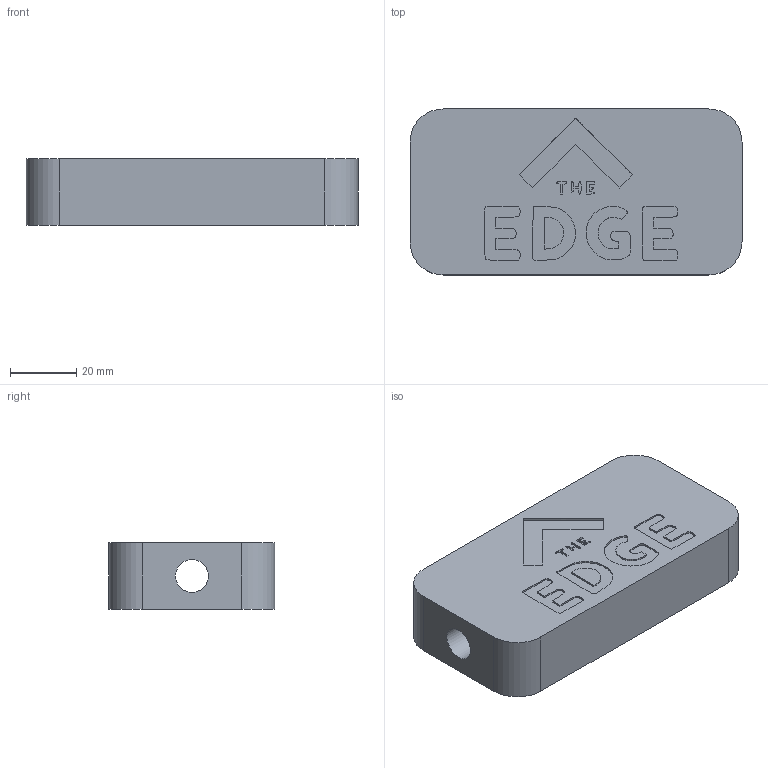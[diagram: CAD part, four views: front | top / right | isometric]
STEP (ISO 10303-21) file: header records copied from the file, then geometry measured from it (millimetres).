
FILE_DESCRIPTION(/* description */ ('','CAx-IF Rec.Pracs.---Representation and Presentation of Product Manufacturing Information (PMI)---4.0---2014-10-13'),/* implementation_level */ '2;1');
FILE_NAME(/* name */ 'footpad.step',/* time_stamp */ '2025-02-22T10:59:48+01:00',/* author */ (''),/* organization */ (''),/* preprocessor_version */ 'ST-DEVELOPER v20',/* originating_system */ 'Autodesk Translation Framework v13.20.0.188',/* authorisation */ '');
FILE_SCHEMA (('AP242_MANAGED_MODEL_BASED_3D_ENGINEERING_MIM_LF { 1 0 10303 442 1 1 4 }'));
Length unit declared in the file: millimetre
Products named in the file (1): footpad
Bounding box: 100 x 50 x 20 mm (x, y, z)
Volume: 83263.6 mm3; surface area: 19031.1 mm2
Topology: 1 solids, 1 shells, 170 faces, 477 edges, 318 vertices
Faces by surface type: plane 88, bspline 75, cylinder 7
Full cylindrical faces by diameter (mm): 10 x2, 27 x1
Entity records: 5699 total; most frequent: CARTESIAN_POINT 2009, ORIENTED_EDGE 954, DIRECTION 527, EDGE_CURVE 477, VERTEX_POINT 318, LINE 311, VECTOR 311, EDGE_LOOP 183
